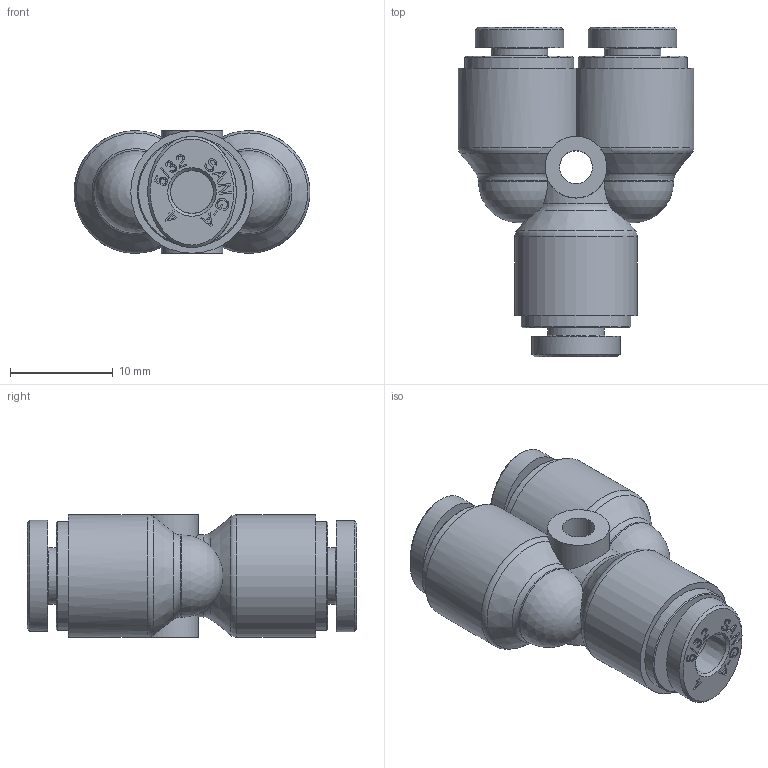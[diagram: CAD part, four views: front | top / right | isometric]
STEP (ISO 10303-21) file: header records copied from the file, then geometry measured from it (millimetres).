
FILE_DESCRIPTION((''),'2;1');
FILE_NAME('HR-PY 04.stp','2020-03-19T16:00:15',('user'),(''),'Autodesk Inventor 2013','Autodesk Inventor 2013','');
FILE_SCHEMA(('AUTOMOTIVE_DESIGN { 1 0 10303 214 1 1 1 1 }'));
Length unit declared in the file: millimetre
Products named in the file (5): 조립품2; HR-PY 04 BODY; HR-COLLAR 04; HR-Collar 04L(SUS); HR-SLEEVE 04
Assembly tree (6 placements, depth 3):
  조립품2
    HR-PY 04 BODY
    HR-COLLAR 04  x3
      HR-Collar 04L(SUS)
      HR-SLEEVE 04
Bounding box: 22.9 x 32 x 11.9 mm (x, y, z)
Volume: 3896.6 mm3; surface area: 3518.2 mm2
Topology: 7 solids, 7 shells, 521 faces, 1375 edges, 914 vertices
Faces by surface type: plane 292, bspline 183, cylinder 22, cone 15, torus 7, sphere 2
Full cylindrical faces by diameter (mm): 3.2 x1, 4.179 x3, 4.2 x3, 5.5 x3, 6 x2, 10.6 x3, 11.9 x1
Entity records: 6545 total; most frequent: CARTESIAN_POINT 2131, ORIENTED_EDGE 974, DIRECTION 666, EDGE_CURVE 487, VERTEX_POINT 333, VECTOR 294, LINE 294, EDGE_LOOP 236
